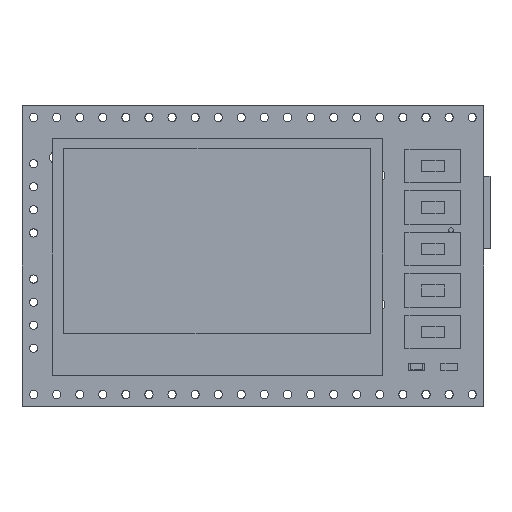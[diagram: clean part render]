
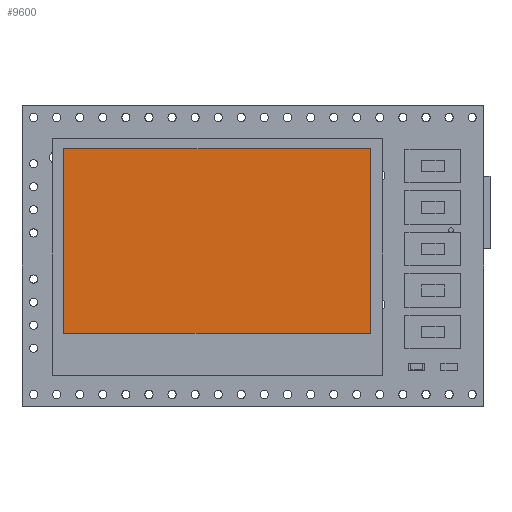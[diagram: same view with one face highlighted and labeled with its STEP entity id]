
A CAD part, top view. The second image highlights one B-rep face of the part: STEP entity #9600.
In plain terms, the highlighted planar face has unit normal (0, 0, 1).
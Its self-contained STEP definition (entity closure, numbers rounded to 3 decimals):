
#9286 = VERTEX_POINT('',#9287);
#9287 = CARTESIAN_POINT('',(16.875,-10.125,0.05));
#9294 = PLANE('',#9295);
#9295 = AXIS2_PLACEMENT_3D('',#9296,#9297,#9298);
#9296 = CARTESIAN_POINT('',(16.875,-10.125,0.));
#9297 = DIRECTION('',(0.,-1.,0.));
#9298 = DIRECTION('',(-1.,0.,0.));
#9306 = PLANE('',#9307);
#9307 = AXIS2_PLACEMENT_3D('',#9308,#9309,#9310);
#9308 = CARTESIAN_POINT('',(16.875,10.125,0.));
#9309 = DIRECTION('',(1.,0.,0.));
#9310 = DIRECTION('',(0.,-1.,0.));
#9318 = EDGE_CURVE('',#9286,#9319,#9321,.T.);
#9319 = VERTEX_POINT('',#9320);
#9320 = CARTESIAN_POINT('',(-16.875,-10.125,0.05));
#9321 = SURFACE_CURVE('',#9322,(#9326,#9333),.PCURVE_S1.);
#9322 = LINE('',#9323,#9324);
#9323 = CARTESIAN_POINT('',(16.875,-10.125,0.05));
#9324 = VECTOR('',#9325,1.);
#9325 = DIRECTION('',(-1.,0.,0.));
#9326 = PCURVE('',#9294,#9327);
#9327 = DEFINITIONAL_REPRESENTATION('',(#9328),#9332);
#9328 = LINE('',#9329,#9330);
#9329 = CARTESIAN_POINT('',(0.,-0.05));
#9330 = VECTOR('',#9331,1.);
#9331 = DIRECTION('',(1.,0.));
#9332 = ( GEOMETRIC_REPRESENTATION_CONTEXT(2) 
PARAMETRIC_REPRESENTATION_CONTEXT() REPRESENTATION_CONTEXT('2D SPACE',''
  ) );
#9333 = PCURVE('',#9334,#9339);
#9334 = PLANE('',#9335);
#9335 = AXIS2_PLACEMENT_3D('',#9336,#9337,#9338);
#9336 = CARTESIAN_POINT('',(16.875,-10.125,0.05));
#9337 = DIRECTION('',(0.,0.,1.));
#9338 = DIRECTION('',(1.,0.,0.));
#9339 = DEFINITIONAL_REPRESENTATION('',(#9340),#9344);
#9340 = LINE('',#9341,#9342);
#9341 = CARTESIAN_POINT('',(0.,0.));
#9342 = VECTOR('',#9343,1.);
#9343 = DIRECTION('',(-1.,0.));
#9344 = ( GEOMETRIC_REPRESENTATION_CONTEXT(2) 
PARAMETRIC_REPRESENTATION_CONTEXT() REPRESENTATION_CONTEXT('2D SPACE',''
  ) );
#9362 = PLANE('',#9363);
#9363 = AXIS2_PLACEMENT_3D('',#9364,#9365,#9366);
#9364 = CARTESIAN_POINT('',(-16.875,-10.125,0.));
#9365 = DIRECTION('',(-1.,0.,0.));
#9366 = DIRECTION('',(0.,1.,0.));
#9404 = EDGE_CURVE('',#9319,#9405,#9407,.T.);
#9405 = VERTEX_POINT('',#9406);
#9406 = CARTESIAN_POINT('',(-16.875,10.125,0.05));
#9407 = SURFACE_CURVE('',#9408,(#9412,#9419),.PCURVE_S1.);
#9408 = LINE('',#9409,#9410);
#9409 = CARTESIAN_POINT('',(-16.875,-10.125,0.05));
#9410 = VECTOR('',#9411,1.);
#9411 = DIRECTION('',(0.,1.,0.));
#9412 = PCURVE('',#9362,#9413);
#9413 = DEFINITIONAL_REPRESENTATION('',(#9414),#9418);
#9414 = LINE('',#9415,#9416);
#9415 = CARTESIAN_POINT('',(0.,-0.05));
#9416 = VECTOR('',#9417,1.);
#9417 = DIRECTION('',(1.,0.));
#9418 = ( GEOMETRIC_REPRESENTATION_CONTEXT(2) 
PARAMETRIC_REPRESENTATION_CONTEXT() REPRESENTATION_CONTEXT('2D SPACE',''
  ) );
#9419 = PCURVE('',#9334,#9420);
#9420 = DEFINITIONAL_REPRESENTATION('',(#9421),#9425);
#9421 = LINE('',#9422,#9423);
#9422 = CARTESIAN_POINT('',(-33.751,0.));
#9423 = VECTOR('',#9424,1.);
#9424 = DIRECTION('',(0.,1.));
#9425 = ( GEOMETRIC_REPRESENTATION_CONTEXT(2) 
PARAMETRIC_REPRESENTATION_CONTEXT() REPRESENTATION_CONTEXT('2D SPACE',''
  ) );
#9443 = PLANE('',#9444);
#9444 = AXIS2_PLACEMENT_3D('',#9445,#9446,#9447);
#9445 = CARTESIAN_POINT('',(-16.875,10.125,0.));
#9446 = DIRECTION('',(0.,1.,0.));
#9447 = DIRECTION('',(1.,0.,0.));
#9480 = EDGE_CURVE('',#9405,#9481,#9483,.T.);
#9481 = VERTEX_POINT('',#9482);
#9482 = CARTESIAN_POINT('',(16.875,10.125,0.05));
#9483 = SURFACE_CURVE('',#9484,(#9488,#9495),.PCURVE_S1.);
#9484 = LINE('',#9485,#9486);
#9485 = CARTESIAN_POINT('',(-16.875,10.125,0.05));
#9486 = VECTOR('',#9487,1.);
#9487 = DIRECTION('',(1.,0.,0.));
#9488 = PCURVE('',#9443,#9489);
#9489 = DEFINITIONAL_REPRESENTATION('',(#9490),#9494);
#9490 = LINE('',#9491,#9492);
#9491 = CARTESIAN_POINT('',(0.,-0.05));
#9492 = VECTOR('',#9493,1.);
#9493 = DIRECTION('',(1.,0.));
#9494 = ( GEOMETRIC_REPRESENTATION_CONTEXT(2) 
PARAMETRIC_REPRESENTATION_CONTEXT() REPRESENTATION_CONTEXT('2D SPACE',''
  ) );
#9495 = PCURVE('',#9334,#9496);
#9496 = DEFINITIONAL_REPRESENTATION('',(#9497),#9501);
#9497 = LINE('',#9498,#9499);
#9498 = CARTESIAN_POINT('',(-33.751,20.25));
#9499 = VECTOR('',#9500,1.);
#9500 = DIRECTION('',(1.,0.));
#9501 = ( GEOMETRIC_REPRESENTATION_CONTEXT(2) 
PARAMETRIC_REPRESENTATION_CONTEXT() REPRESENTATION_CONTEXT('2D SPACE',''
  ) );
#9551 = EDGE_CURVE('',#9481,#9286,#9552,.T.);
#9552 = SURFACE_CURVE('',#9553,(#9557,#9564),.PCURVE_S1.);
#9553 = LINE('',#9554,#9555);
#9554 = CARTESIAN_POINT('',(16.875,10.125,0.05));
#9555 = VECTOR('',#9556,1.);
#9556 = DIRECTION('',(0.,-1.,0.));
#9557 = PCURVE('',#9306,#9558);
#9558 = DEFINITIONAL_REPRESENTATION('',(#9559),#9563);
#9559 = LINE('',#9560,#9561);
#9560 = CARTESIAN_POINT('',(0.,-0.05));
#9561 = VECTOR('',#9562,1.);
#9562 = DIRECTION('',(1.,0.));
#9563 = ( GEOMETRIC_REPRESENTATION_CONTEXT(2) 
PARAMETRIC_REPRESENTATION_CONTEXT() REPRESENTATION_CONTEXT('2D SPACE',''
  ) );
#9564 = PCURVE('',#9334,#9565);
#9565 = DEFINITIONAL_REPRESENTATION('',(#9566),#9570);
#9566 = LINE('',#9567,#9568);
#9567 = CARTESIAN_POINT('',(-0.001,20.25));
#9568 = VECTOR('',#9569,1.);
#9569 = DIRECTION('',(0.,-1.));
#9570 = ( GEOMETRIC_REPRESENTATION_CONTEXT(2) 
PARAMETRIC_REPRESENTATION_CONTEXT() REPRESENTATION_CONTEXT('2D SPACE',''
  ) );
#9600 = ADVANCED_FACE('',(#9601),#9334,.T.);
#9601 = FACE_BOUND('',#9602,.F.);
#9602 = EDGE_LOOP('',(#9603,#9604,#9605,#9606));
#9603 = ORIENTED_EDGE('',*,*,#9318,.T.);
#9604 = ORIENTED_EDGE('',*,*,#9404,.T.);
#9605 = ORIENTED_EDGE('',*,*,#9480,.T.);
#9606 = ORIENTED_EDGE('',*,*,#9551,.T.);
